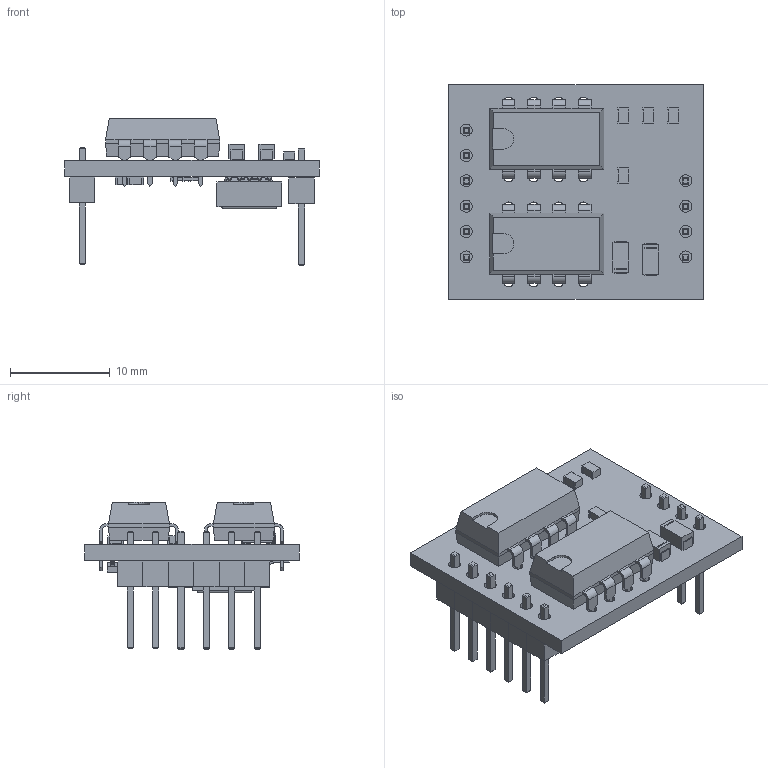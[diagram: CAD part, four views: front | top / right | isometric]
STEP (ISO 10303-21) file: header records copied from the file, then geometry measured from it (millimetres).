
FILE_DESCRIPTION(('KiCad electronic assembly'),'2;1');
FILE_NAME('bt_b.step','2020-04-16T20:39:40',('An Author'),('A Company'), 'Open CASCADE STEP processor 6.9','KiCad to STEP converter','Unknown' );
FILE_SCHEMA(('AUTOMOTIVE_DESIGN { 1 0 10303 214 1 1 1 1 }'));
Length unit declared in the file: millimetre
Products named in the file (20): Open CASCADE STEP translator 6.9 1; SNP346-6VP21-1; COMPOUND; SNP346-4VP21; CAP_0603; SOLID; DIP8; SOT-23; Res_0805; Cap_m3216; SOIC-8_3.9x4.9mm_P1.27mm; H02_8-1B1
Assembly tree (29 placements, depth 3):
  Open CASCADE STEP translator 6.9 1
    SNP346-6VP21-1
      COMPOUND
    SNP346-4VP21
      COMPOUND
    CAP_0603  x7
      SOLID
    DIP8  x2
      SOLID
    SOT-23
      SOLID
    Res_0805  x3
      SOLID
    Cap_m3216  x2
      SOLID
    SOIC-8_3.9x4.9mm_P1.27mm
      SOLID
    H02_8-1B1
      SOLID
    COMPOUND
Bounding box: 25.5 x 21.5 x 14.79 mm (x, y, z)
Volume: 1730.9 mm3; surface area: 3058.2 mm2
Topology: 28 solids, 28 shells, 1076 faces, 2776 edges, 1782 vertices
Faces by surface type: plane 893, cylinder 151, bspline 32
Full cylindrical faces by diameter (mm): 0.6 x1, 1 x16, 1.2 x10
Entity records: 56362 total; most frequent: CARTESIAN_POINT 9449, DIRECTION 7870, LINE 5567, VECTOR 5567, ORIENTED_EDGE 4126, PCURVE 4126, DEFINITIONAL_REPRESENTATION 4126, EDGE_CURVE 2063
